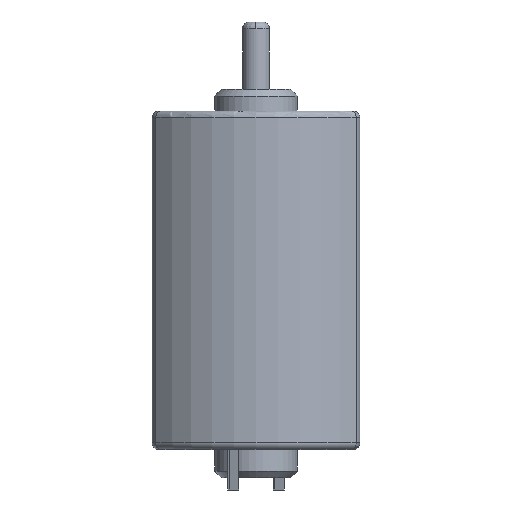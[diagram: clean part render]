
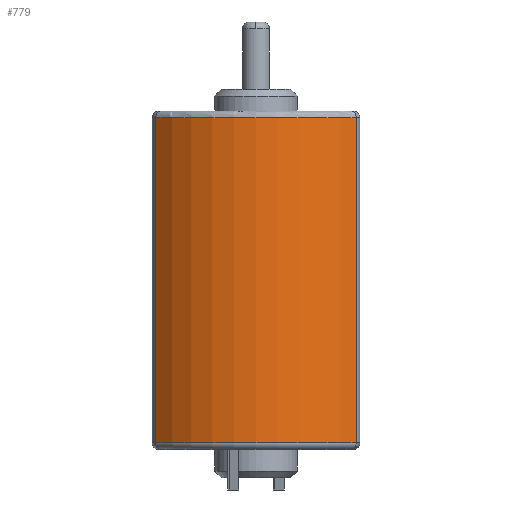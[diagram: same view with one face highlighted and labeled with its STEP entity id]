
A CAD part, left-side view. The second image highlights one B-rep face of the part: STEP entity #779.
In plain terms, the highlighted cylindrical face has radius 10.2 mm (diameter 20.4 mm), a partial arc.
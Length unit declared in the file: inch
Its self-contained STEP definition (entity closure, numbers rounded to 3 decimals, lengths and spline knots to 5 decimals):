
#78=FACE_OUTER_BOUND('',#129,.T.);
#129=EDGE_LOOP('',(#601,#602,#603,#604));
#195=LINE('',#1488,#242);
#196=LINE('',#1492,#243);
#242=VECTOR('',#1064,0.94882);
#243=VECTOR('',#1067,0.94882);
#290=CIRCLE('',#878,0.40157);
#291=CIRCLE('',#879,0.40157);
#372=VERTEX_POINT('',#1486);
#373=VERTEX_POINT('',#1487);
#374=VERTEX_POINT('',#1489);
#375=VERTEX_POINT('',#1491);
#459=EDGE_CURVE('',#372,#373,#195,.T.);
#460=EDGE_CURVE('',#374,#372,#290,.T.);
#461=EDGE_CURVE('',#375,#374,#196,.T.);
#462=EDGE_CURVE('',#373,#375,#291,.T.);
#601=ORIENTED_EDGE('',*,*,#459,.F.);
#602=ORIENTED_EDGE('',*,*,#460,.F.);
#603=ORIENTED_EDGE('',*,*,#461,.F.);
#604=ORIENTED_EDGE('',*,*,#462,.F.);
#751=CYLINDRICAL_SURFACE('',#877,0.40157);
#779=ADVANCED_FACE('',(#78),#751,.T.);
#877=AXIS2_PLACEMENT_3D('',#1485,#1062,#1063);
#878=AXIS2_PLACEMENT_3D('',#1490,#1065,#1066);
#879=AXIS2_PLACEMENT_3D('',#1493,#1068,#1069);
#1062=DIRECTION('center_axis',(0.,0.,1.));
#1063=DIRECTION('ref_axis',(-1.,0.,0.));
#1064=DIRECTION('',(0.,0.,-1.));
#1065=DIRECTION('center_axis',(0.,0.,1.));
#1066=DIRECTION('ref_axis',(-0.681,0.733,0.));
#1067=DIRECTION('',(0.,0.,1.));
#1068=DIRECTION('center_axis',(0.,0.,-1.));
#1069=DIRECTION('ref_axis',(-0.679,-0.734,0.));
#1485=CARTESIAN_POINT('Origin',(0.,0.,-0.49409));
#1486=CARTESIAN_POINT('',(-0.2752,-0.29245,0.47441));
#1487=CARTESIAN_POINT('',(-0.2752,-0.29245,-0.47441));
#1488=CARTESIAN_POINT('',(-0.2752,-0.29245,0.47441));
#1489=CARTESIAN_POINT('',(-0.2752,0.29245,0.47441));
#1490=CARTESIAN_POINT('Origin',(0.,0.,0.47441));
#1491=CARTESIAN_POINT('',(-0.2752,0.29245,-0.47441));
#1492=CARTESIAN_POINT('',(-0.2752,0.29245,-0.47441));
#1493=CARTESIAN_POINT('Origin',(0.,0.,-0.47441));
